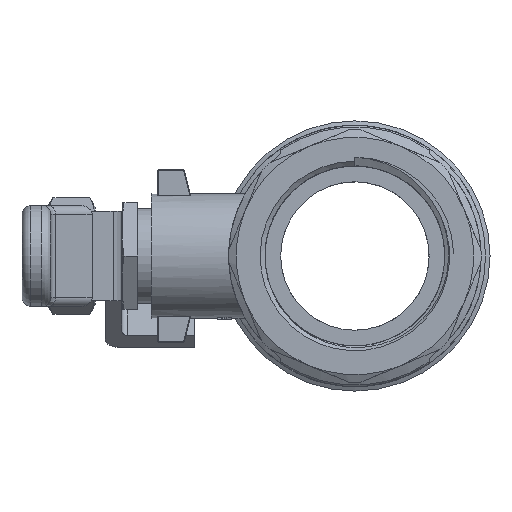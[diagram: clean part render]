
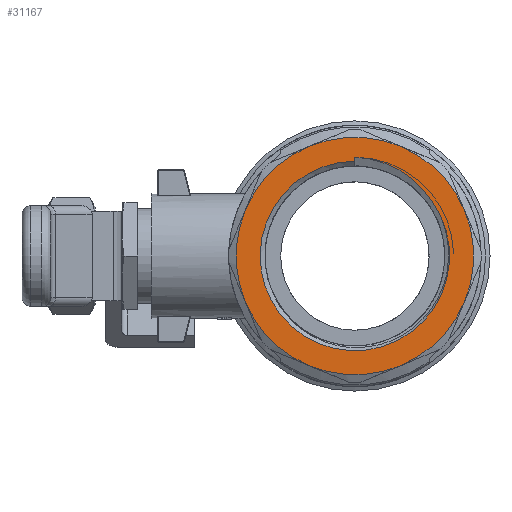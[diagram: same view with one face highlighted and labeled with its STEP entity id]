
A CAD part, left-side view. The second image highlights one B-rep face of the part: STEP entity #31167.
In plain terms, the highlighted planar face has unit normal (-1, 0, 0).
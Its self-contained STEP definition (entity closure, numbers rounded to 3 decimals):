
#1015=B_SPLINE_CURVE_WITH_KNOTS('',3,(#47382,#47383,#47384,#47385,#47386,
#47387),.UNSPECIFIED.,.F.,.F.,(4,1,1,4),(0.,0.5,0.75,1.),.UNSPECIFIED.);
#1342=LINE('',#47379,#4812);
#4812=VECTOR('',#36847,1000.);
#8118=PLANE('',#33378);
#10427=ORIENTED_EDGE('',*,*,#19439,.F.);
#10428=ORIENTED_EDGE('',*,*,#19440,.F.);
#10429=ORIENTED_EDGE('',*,*,#19441,.F.);
#10430=ORIENTED_EDGE('',*,*,#19442,.F.);
#10431=ORIENTED_EDGE('',*,*,#19443,.F.);
#10432=ORIENTED_EDGE('',*,*,#19444,.F.);
#10433=ORIENTED_EDGE('',*,*,#19445,.F.);
#10434=ORIENTED_EDGE('',*,*,#19446,.F.);
#10435=ORIENTED_EDGE('',*,*,#19447,.F.);
#10436=ORIENTED_EDGE('',*,*,#19448,.T.);
#10437=ORIENTED_EDGE('',*,*,#19449,.T.);
#19439=EDGE_CURVE('',#24021,#24022,#26986,.T.);
#19440=EDGE_CURVE('',#24023,#24021,#26987,.T.);
#19441=EDGE_CURVE('',#24024,#24023,#26988,.T.);
#19442=EDGE_CURVE('',#24025,#24024,#26989,.T.);
#19443=EDGE_CURVE('',#24026,#24025,#26990,.T.);
#19444=EDGE_CURVE('',#24027,#24026,#26991,.T.);
#19445=EDGE_CURVE('',#24028,#24027,#26992,.T.);
#19446=EDGE_CURVE('',#24022,#24028,#26993,.T.);
#19447=EDGE_CURVE('',#24029,#24030,#1342,.T.);
#19448=EDGE_CURVE('',#24029,#24031,#1015,.T.);
#19449=EDGE_CURVE('',#24031,#24030,#26994,.T.);
#24021=VERTEX_POINT('',#47364);
#24022=VERTEX_POINT('',#47365);
#24023=VERTEX_POINT('',#47367);
#24024=VERTEX_POINT('',#47369);
#24025=VERTEX_POINT('',#47371);
#24026=VERTEX_POINT('',#47373);
#24027=VERTEX_POINT('',#47375);
#24028=VERTEX_POINT('',#47377);
#24029=VERTEX_POINT('',#47380);
#24030=VERTEX_POINT('',#47381);
#24031=VERTEX_POINT('',#47388);
#26986=CIRCLE('',#33379,20.);
#26987=CIRCLE('',#33380,20.);
#26988=CIRCLE('',#33381,20.);
#26989=CIRCLE('',#33382,20.);
#26990=CIRCLE('',#33383,20.);
#26991=CIRCLE('',#33384,20.);
#26992=CIRCLE('',#33385,20.);
#26993=CIRCLE('',#33386,20.);
#26994=CIRCLE('',#33387,15.946);
#27384=EDGE_LOOP('',(#10427,#10428,#10429,#10430,#10431,#10432,#10433,#10434));
#27385=EDGE_LOOP('',(#10435,#10436,#10437));
#29243=FACE_BOUND('',#27384,.T.);
#29244=FACE_BOUND('',#27385,.T.);
#31167=ADVANCED_FACE('',(#29243,#29244),#8118,.F.);
#33378=AXIS2_PLACEMENT_3D('',#47362,#36829,#36830);
#33379=AXIS2_PLACEMENT_3D('',#47363,#36831,#36832);
#33380=AXIS2_PLACEMENT_3D('',#47366,#36833,#36834);
#33381=AXIS2_PLACEMENT_3D('',#47368,#36835,#36836);
#33382=AXIS2_PLACEMENT_3D('',#47370,#36837,#36838);
#33383=AXIS2_PLACEMENT_3D('',#47372,#36839,#36840);
#33384=AXIS2_PLACEMENT_3D('',#47374,#36841,#36842);
#33385=AXIS2_PLACEMENT_3D('',#47376,#36843,#36844);
#33386=AXIS2_PLACEMENT_3D('',#47378,#36845,#36846);
#33387=AXIS2_PLACEMENT_3D('',#47389,#36848,#36849);
#36829=DIRECTION('',(1.,0.,0.));
#36830=DIRECTION('',(0.,1.,0.));
#36831=DIRECTION('',(1.,0.,0.));
#36832=DIRECTION('',(0.,-0.924,-0.383));
#36833=DIRECTION('',(1.,0.,0.));
#36834=DIRECTION('',(0.,-0.924,-0.383));
#36835=DIRECTION('',(1.,0.,0.));
#36836=DIRECTION('',(0.,-0.924,-0.383));
#36837=DIRECTION('',(1.,0.,0.));
#36838=DIRECTION('',(0.,-0.924,-0.383));
#36839=DIRECTION('',(1.,0.,0.));
#36840=DIRECTION('',(0.,-0.924,-0.383));
#36841=DIRECTION('',(1.,0.,0.));
#36842=DIRECTION('',(0.,-0.924,-0.383));
#36843=DIRECTION('',(1.,0.,0.));
#36844=DIRECTION('',(0.,-0.924,-0.383));
#36845=DIRECTION('',(1.,0.,0.));
#36846=DIRECTION('',(0.,-0.924,-0.383));
#36847=DIRECTION('',(0.,0.,-1.));
#36848=DIRECTION('',(1.,0.,0.));
#36849=DIRECTION('',(0.,0.,1.));
#47362=CARTESIAN_POINT('',(-42.,0.,0.));
#47363=CARTESIAN_POINT('',(-42.,0.,0.));
#47364=CARTESIAN_POINT('',(-42.,18.478,-7.654));
#47365=CARTESIAN_POINT('',(-42.,18.478,7.654));
#47366=CARTESIAN_POINT('',(-42.,0.,0.));
#47367=CARTESIAN_POINT('',(-42.,7.654,-18.478));
#47368=CARTESIAN_POINT('',(-42.,0.,0.));
#47369=CARTESIAN_POINT('',(-42.,-7.654,-18.478));
#47370=CARTESIAN_POINT('',(-42.,0.,0.));
#47371=CARTESIAN_POINT('',(-42.,-18.478,-7.654));
#47372=CARTESIAN_POINT('',(-42.,0.,0.));
#47373=CARTESIAN_POINT('',(-42.,-18.478,7.654));
#47374=CARTESIAN_POINT('',(-42.,0.,0.));
#47375=CARTESIAN_POINT('',(-42.,-7.654,18.478));
#47376=CARTESIAN_POINT('',(-42.,0.,0.));
#47377=CARTESIAN_POINT('',(-42.,7.654,18.478));
#47378=CARTESIAN_POINT('',(-42.,0.,0.));
#47379=CARTESIAN_POINT('',(-42.,0.,0.));
#47380=CARTESIAN_POINT('',(-42.,0.,16.625));
#47381=CARTESIAN_POINT('',(-42.,0.,15.946));
#47382=CARTESIAN_POINT('',(-42.,0.,16.625));
#47383=CARTESIAN_POINT('',(-42.,-2.617,16.524));
#47384=CARTESIAN_POINT('',(-42.,-6.441,15.424));
#47385=CARTESIAN_POINT('',(-42.,-10.65,12.301));
#47386=CARTESIAN_POINT('',(-42.,-12.313,10.301));
#47387=CARTESIAN_POINT('',(-42.,-13.02,9.205));
#47388=CARTESIAN_POINT('',(-42.,-13.02,9.205));
#47389=CARTESIAN_POINT('',(-42.,0.,0.));
